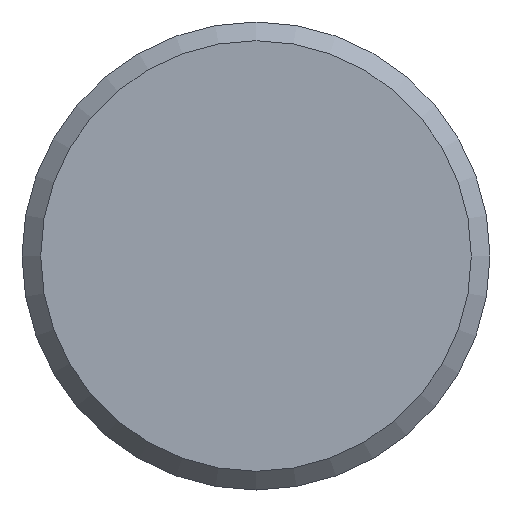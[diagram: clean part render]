
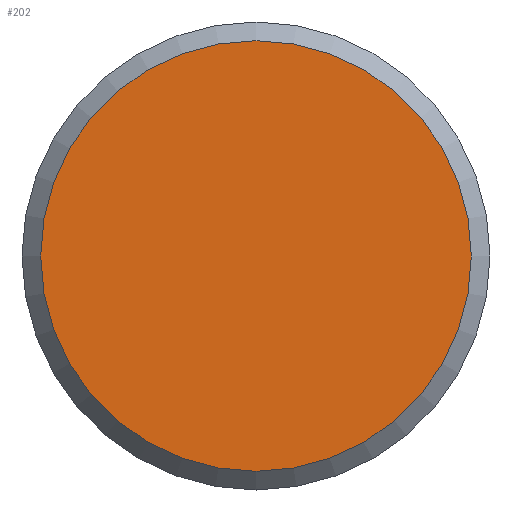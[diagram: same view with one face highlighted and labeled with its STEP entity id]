
A CAD part, front view. The second image highlights one B-rep face of the part: STEP entity #202.
In plain terms, the highlighted planar face has unit normal (0, -1, 0).
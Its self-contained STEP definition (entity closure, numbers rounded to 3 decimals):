
#21=PLANE('',#240);
#36=FACE_OUTER_BOUND('',#52,.T.);
#52=EDGE_LOOP('',(#166));
#85=CIRCLE('',#235,23.);
#103=VERTEX_POINT('',#353);
#122=EDGE_CURVE('',#103,#103,#85,.T.);
#166=ORIENTED_EDGE('',*,*,#122,.F.);
#202=ADVANCED_FACE('',(#36),#21,.T.);
#235=AXIS2_PLACEMENT_3D('',#354,#284,#285);
#240=AXIS2_PLACEMENT_3D('',#364,#296,#297);
#284=DIRECTION('center_axis',(0.,1.,0.));
#285=DIRECTION('ref_axis',(0.,0.,1.));
#296=DIRECTION('center_axis',(0.,-1.,0.));
#297=DIRECTION('ref_axis',(0.,0.,-1.));
#353=CARTESIAN_POINT('',(0.,86.668,-23.));
#354=CARTESIAN_POINT('Origin',(0.,86.668,0.));
#364=CARTESIAN_POINT('Origin',(0.,86.668,0.));
